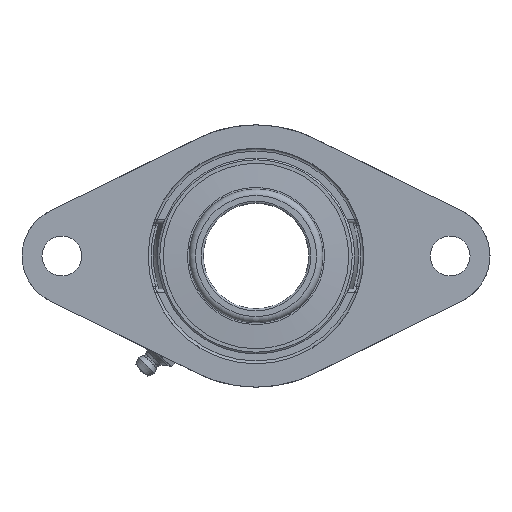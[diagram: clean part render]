
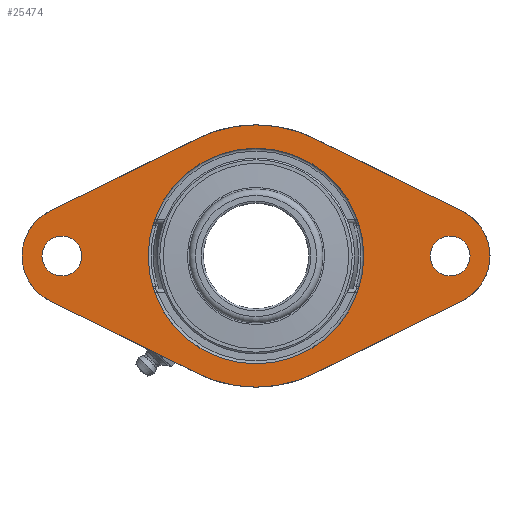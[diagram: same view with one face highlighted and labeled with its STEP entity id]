
A CAD part, front view. The second image highlights one B-rep face of the part: STEP entity #25474.
In plain terms, the highlighted face is planar.
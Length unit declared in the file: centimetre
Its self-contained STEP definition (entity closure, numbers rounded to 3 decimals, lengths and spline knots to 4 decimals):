
#22464=CARTESIAN_POINT('',(1.7695,-3.5373,0.));
#22465=VERTEX_POINT('',#22464);
#22472=CARTESIAN_POINT('',(6.2136,-1.3452,0.));
#22473=VERTEX_POINT('',#22472);
#22474=CARTESIAN_POINT('',(-11069.6241,-5464.6059,0.));
#22475=DIRECTION('',(0.897,0.442,0.));
#22476=VECTOR('',#22475,24690.);
#22477=LINE('',#22474,#22476);
#22478=EDGE_CURVE('',#22465,#22473,#22477,.T.);
#22497=CARTESIAN_POINT('',(-1.7695,-3.5373,0.));
#22498=VERTEX_POINT('',#22497);
#22505=CARTESIAN_POINT('',(0.,0.05,0.));
#22506=DIRECTION('',(0.,0.,1.));
#22507=DIRECTION('',(1.,0.,-0.));
#22508=AXIS2_PLACEMENT_3D('',#22505,#22506,#22507);
#22509=CIRCLE('',#22508,4.);
#22510=EDGE_CURVE('',#22498,#22465,#22509,.T.);
#22523=CARTESIAN_POINT('',(-6.2136,-1.3452,0.));
#22524=VERTEX_POINT('',#22523);
#22531=CARTESIAN_POINT('',(-11077.6071,5459.7233,0.));
#22532=DIRECTION('',(0.897,-0.442,0.));
#22533=VECTOR('',#22532,24690.);
#22534=LINE('',#22531,#22533);
#22535=EDGE_CURVE('',#22524,#22498,#22534,.T.);
#22596=CARTESIAN_POINT('',(6.2136,1.3452,0.));
#22597=VERTEX_POINT('',#22596);
#22598=CARTESIAN_POINT('',(5.55,0.,0.));
#22599=DIRECTION('',(0.,0.,1.));
#22600=DIRECTION('',(1.,0.,-0.));
#22601=AXIS2_PLACEMENT_3D('',#22598,#22599,#22600);
#22602=CIRCLE('',#22601,1.5);
#22603=EDGE_CURVE('',#22473,#22597,#22602,.T.);
#24937=CARTESIAN_POINT('',(-0.,-3.2508,0.));
#24938=VERTEX_POINT('',#24937);
#24959=CARTESIAN_POINT('',(0.,3.2508,0.));
#24960=VERTEX_POINT('',#24959);
#24961=CARTESIAN_POINT('',(0.,0.,0.));
#24962=DIRECTION('',(0.,-0.,1.));
#24963=DIRECTION('',(0.,1.,0.));
#24964=AXIS2_PLACEMENT_3D('',#24961,#24962,#24963);
#24965=CIRCLE('',#24964,3.2508);
#24966=EDGE_CURVE('',#24960,#24938,#24965,.T.);
#24968=CARTESIAN_POINT('',(0.,0.,0.));
#24969=DIRECTION('',(0.,-0.,1.));
#24970=DIRECTION('',(0.,1.,0.));
#24971=AXIS2_PLACEMENT_3D('',#24968,#24969,#24970);
#24972=CIRCLE('',#24971,3.2508);
#24973=EDGE_CURVE('',#24938,#24960,#24972,.T.);
#25365=CARTESIAN_POINT('',(5.25,0.,0.));
#25366=VERTEX_POINT('',#25365);
#25373=CARTESIAN_POINT('',(5.85,0.,0.));
#25374=DIRECTION('',(0.,0.,1.));
#25375=DIRECTION('',(1.,0.,-0.));
#25376=AXIS2_PLACEMENT_3D('',#25373,#25374,#25375);
#25377=CIRCLE('',#25376,0.6);
#25378=EDGE_CURVE('',#25366,#25366,#25377,.T.);
#25391=CARTESIAN_POINT('',(-6.45,0.,0.));
#25392=VERTEX_POINT('',#25391);
#25399=CARTESIAN_POINT('',(-5.85,0.,0.));
#25400=DIRECTION('',(0.,0.,1.));
#25401=DIRECTION('',(1.,0.,-0.));
#25402=AXIS2_PLACEMENT_3D('',#25399,#25400,#25401);
#25403=CIRCLE('',#25402,0.6);
#25404=EDGE_CURVE('',#25392,#25392,#25403,.T.);
#25412=CARTESIAN_POINT('',(-0.,-0.,0.));
#25413=DIRECTION('',(0.,0.,1.));
#25414=DIRECTION('',(1.,0.,0.));
#25415=AXIS2_PLACEMENT_3D('',#25412,#25413,#25414);
#25416=PLANE('',#25415);
#25417=ORIENTED_EDGE('',*,*,#24966,.T.);
#25418=ORIENTED_EDGE('',*,*,#24973,.T.);
#25419=EDGE_LOOP('',(#25417,#25418));
#25420=FACE_BOUND('',#25419,.T.);
#25421=CARTESIAN_POINT('',(-1.7695,3.5373,0.));
#25422=VERTEX_POINT('',#25421);
#25423=CARTESIAN_POINT('',(-6.2136,1.3452,0.));
#25424=VERTEX_POINT('',#25423);
#25425=CARTESIAN_POINT('',(11069.6241,5464.6059,0.));
#25426=DIRECTION('',(-0.897,-0.442,0.));
#25427=VECTOR('',#25426,24690.);
#25428=LINE('',#25425,#25427);
#25429=EDGE_CURVE('',#25422,#25424,#25428,.T.);
#25430=ORIENTED_EDGE('',*,*,#25429,.F.);
#25431=CARTESIAN_POINT('',(1.7695,3.5373,0.));
#25432=VERTEX_POINT('',#25431);
#25433=CARTESIAN_POINT('',(0.,-0.05,0.));
#25434=DIRECTION('',(0.,0.,1.));
#25435=DIRECTION('',(1.,0.,-0.));
#25436=AXIS2_PLACEMENT_3D('',#25433,#25434,#25435);
#25437=CIRCLE('',#25436,4.);
#25438=EDGE_CURVE('',#25432,#25422,#25437,.T.);
#25439=ORIENTED_EDGE('',*,*,#25438,.F.);
#25440=CARTESIAN_POINT('',(11077.6071,-5459.7233,0.));
#25441=DIRECTION('',(-0.897,0.442,0.));
#25442=VECTOR('',#25441,24690.);
#25443=LINE('',#25440,#25442);
#25444=EDGE_CURVE('',#22597,#25432,#25443,.T.);
#25445=ORIENTED_EDGE('',*,*,#25444,.F.);
#25446=ORIENTED_EDGE('',*,*,#22603,.F.);
#25447=ORIENTED_EDGE('',*,*,#22478,.F.);
#25448=ORIENTED_EDGE('',*,*,#22510,.F.);
#25449=ORIENTED_EDGE('',*,*,#22535,.F.);
#25450=CARTESIAN_POINT('',(-7.05,-0.,0.));
#25451=VERTEX_POINT('',#25450);
#25452=CARTESIAN_POINT('',(-5.55,-0.,0.));
#25453=DIRECTION('',(0.,0.,1.));
#25454=DIRECTION('',(1.,0.,-0.));
#25455=AXIS2_PLACEMENT_3D('',#25452,#25453,#25454);
#25456=CIRCLE('',#25455,1.5);
#25457=EDGE_CURVE('',#25451,#22524,#25456,.T.);
#25458=ORIENTED_EDGE('',*,*,#25457,.F.);
#25459=CARTESIAN_POINT('',(-5.55,-0.,0.));
#25460=DIRECTION('',(0.,0.,1.));
#25461=DIRECTION('',(1.,0.,-0.));
#25462=AXIS2_PLACEMENT_3D('',#25459,#25460,#25461);
#25463=CIRCLE('',#25462,1.5);
#25464=EDGE_CURVE('',#25424,#25451,#25463,.T.);
#25465=ORIENTED_EDGE('',*,*,#25464,.F.);
#25466=EDGE_LOOP('',(#25430,#25439,#25445,#25446,#25447,#25448,#25449,#25458,#25465));
#25467=FACE_BOUND('',#25466,.T.);
#25468=ORIENTED_EDGE('',*,*,#25404,.T.);
#25469=EDGE_LOOP('',(#25468));
#25470=FACE_BOUND('',#25469,.T.);
#25471=ORIENTED_EDGE('',*,*,#25378,.T.);
#25472=EDGE_LOOP('',(#25471));
#25473=FACE_BOUND('',#25472,.T.);
#25474=ADVANCED_FACE('',(#25420,#25467,#25470,#25473),#25416,.F.);
